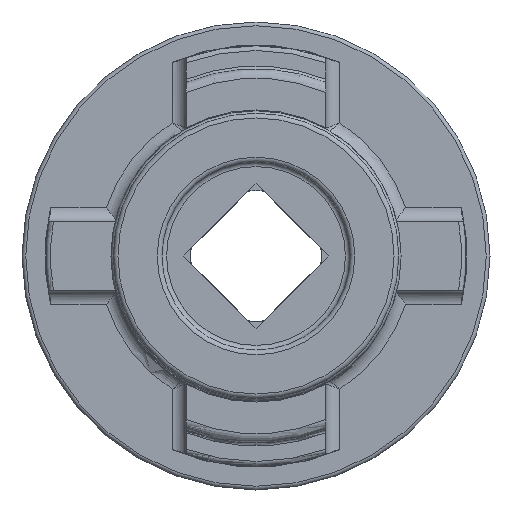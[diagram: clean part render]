
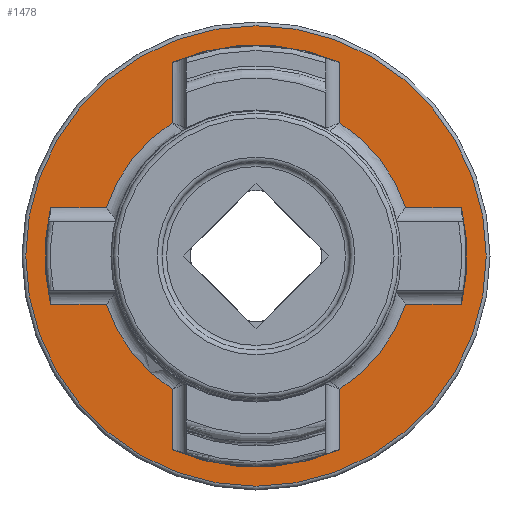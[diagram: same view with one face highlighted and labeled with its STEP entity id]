
A CAD part, left-side view. The second image highlights one B-rep face of the part: STEP entity #1478.
In plain terms, the highlighted planar face has unit normal (-1, 0, 0).
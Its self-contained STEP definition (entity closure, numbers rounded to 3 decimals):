
#8 = DIRECTION ( 'NONE',  ( 0., 0., -1. ) ) ;
#58 = CIRCLE ( 'NONE', #3309, 16.8 ) ;
#60 = EDGE_CURVE ( 'NONE', #188, #904, #1692, .T. ) ;
#67 = VERTEX_POINT ( 'NONE', #1342 ) ;
#76 = ORIENTED_EDGE ( 'NONE', *, *, #227, .T. ) ;
#78 = VERTEX_POINT ( 'NONE', #1944 ) ;
#88 = CARTESIAN_POINT ( 'NONE',  ( 34.5, 0., 0. ) ) ;
#120 = LINE ( 'NONE', #141, #2929 ) ;
#121 = DIRECTION ( 'NONE',  ( 1., 0., 0. ) ) ;
#127 = VERTEX_POINT ( 'NONE', #1924 ) ;
#130 = EDGE_CURVE ( 'NONE', #453, #3347, #1091, .T. ) ;
#141 = CARTESIAN_POINT ( 'NONE',  ( 34.5, -8.95, 13.364 ) ) ;
#160 = ORIENTED_EDGE ( 'NONE', *, *, #3103, .T. ) ;
#167 = CIRCLE ( 'NONE', #1061, 16.8 ) ;
#174 = CARTESIAN_POINT ( 'NONE',  ( 34.5, -22.249, 5.175 ) ) ;
#180 = CARTESIAN_POINT ( 'NONE',  ( 34.5, 8.95, -20.698 ) ) ;
#183 = LINE ( 'NONE', #2914, #2951 ) ;
#188 = VERTEX_POINT ( 'NONE', #2285 ) ;
#224 = ORIENTED_EDGE ( 'NONE', *, *, #876, .F. ) ;
#227 = EDGE_CURVE ( 'NONE', #78, #2999, #465, .T. ) ;
#249 = AXIS2_PLACEMENT_3D ( 'NONE', #2277, #121, #631 ) ;
#271 = AXIS2_PLACEMENT_3D ( 'NONE', #2909, #2660, #8 ) ;
#295 = CARTESIAN_POINT ( 'NONE',  ( 34.5, 21.948, -5.175 ) ) ;
#331 = DIRECTION ( 'NONE',  ( 1., 0., 0. ) ) ;
#338 = DIRECTION ( 'NONE',  ( 0., 0., -1. ) ) ;
#342 = DIRECTION ( 'NONE',  ( 0., 0., 1. ) ) ;
#359 = CARTESIAN_POINT ( 'NONE',  ( 34.5, 8.95, 0. ) ) ;
#401 = EDGE_LOOP ( 'NONE', ( #224, #1026, #2652, #160, #3051, #785, #76, #705, #1579, #1113, #1875, #467, #2692, #1715, #2348, #2457 ) ) ;
#453 = VERTEX_POINT ( 'NONE', #2865 ) ;
#465 = CIRCLE ( 'NONE', #249, 16.8 ) ;
#467 = ORIENTED_EDGE ( 'NONE', *, *, #3436, .T. ) ;
#472 = VERTEX_POINT ( 'NONE', #482 ) ;
#474 = VECTOR ( 'NONE', #1535, 1000. ) ;
#478 = VECTOR ( 'NONE', #1240, 1000. ) ;
#482 = CARTESIAN_POINT ( 'NONE',  ( 34.5, -8.95, 20.698 ) ) ;
#538 = EDGE_CURVE ( 'NONE', #127, #3171, #932, .T. ) ;
#568 = CARTESIAN_POINT ( 'NONE',  ( 34.5, 0., 0. ) ) ;
#603 = EDGE_CURVE ( 'NONE', #453, #78, #2701, .T. ) ;
#631 = DIRECTION ( 'NONE',  ( 0., 0., -1. ) ) ;
#705 = ORIENTED_EDGE ( 'NONE', *, *, #830, .T. ) ;
#727 = LINE ( 'NONE', #174, #478 ) ;
#738 = VECTOR ( 'NONE', #2067, 1000. ) ;
#785 = ORIENTED_EDGE ( 'NONE', *, *, #603, .T. ) ;
#830 = EDGE_CURVE ( 'NONE', #2999, #3341, #1172, .T. ) ;
#876 = EDGE_CURVE ( 'NONE', #472, #904, #2337, .T. ) ;
#904 = VERTEX_POINT ( 'NONE', #1568 ) ;
#908 = EDGE_CURVE ( 'NONE', #2144, #3363, #183, .T. ) ;
#929 = CARTESIAN_POINT ( 'NONE',  ( 34.5, -8.95, -20.698 ) ) ;
#930 = CARTESIAN_POINT ( 'NONE',  ( 34.5, -8.95, -14.218 ) ) ;
#932 = CIRCLE ( 'NONE', #271, 16.8 ) ;
#961 = DIRECTION ( 'NONE',  ( 1., 0., 0. ) ) ;
#1026 = ORIENTED_EDGE ( 'NONE', *, *, #2243, .T. ) ;
#1061 = AXIS2_PLACEMENT_3D ( 'NONE', #568, #331, #1375 ) ;
#1091 = CIRCLE ( 'NONE', #1720, 22.55 ) ;
#1104 = AXIS2_PLACEMENT_3D ( 'NONE', #1418, #2732, #1107 ) ;
#1107 = DIRECTION ( 'NONE',  ( 0., 0., 1. ) ) ;
#1113 = ORIENTED_EDGE ( 'NONE', *, *, #1809, .T. ) ;
#1119 = EDGE_CURVE ( 'NONE', #3363, #188, #58, .T. ) ;
#1143 = CARTESIAN_POINT ( 'NONE',  ( 34.5, 0., 0. ) ) ;
#1172 = LINE ( 'NONE', #1405, #3030 ) ;
#1182 = PLANE ( 'NONE',  #2741 ) ;
#1235 = DIRECTION ( 'NONE',  ( 0., 0., 1. ) ) ;
#1240 = DIRECTION ( 'NONE',  ( 0., -1., 0. ) ) ;
#1291 = CARTESIAN_POINT ( 'NONE',  ( 34.5, 0., 0. ) ) ;
#1342 = CARTESIAN_POINT ( 'NONE',  ( 34.5, 0., 24.6 ) ) ;
#1357 = CARTESIAN_POINT ( 'NONE',  ( 34.5, 21.948, 5.175 ) ) ;
#1375 = DIRECTION ( 'NONE',  ( 0., 0., -1. ) ) ;
#1383 = AXIS2_PLACEMENT_3D ( 'NONE', #1143, #1721, #342 ) ;
#1401 = CIRCLE ( 'NONE', #1973, 24.6 ) ;
#1405 = CARTESIAN_POINT ( 'NONE',  ( 34.5, -8.95, -21.284 ) ) ;
#1418 = CARTESIAN_POINT ( 'NONE',  ( 34.5, 0., 0. ) ) ;
#1460 = CARTESIAN_POINT ( 'NONE',  ( 34.5, 22.55, 0. ) ) ;
#1478 = ADVANCED_FACE ( 'NONE', ( #2427, #3184 ), #1182, .F. ) ;
#1535 = DIRECTION ( 'NONE',  ( 0., 1., 0. ) ) ;
#1537 = CARTESIAN_POINT ( 'NONE',  ( 34.5, 15.983, -5.175 ) ) ;
#1568 = CARTESIAN_POINT ( 'NONE',  ( 34.5, 8.95, 20.698 ) ) ;
#1579 = ORIENTED_EDGE ( 'NONE', *, *, #1597, .F. ) ;
#1581 = EDGE_CURVE ( 'NONE', #1804, #3086, #167, .T. ) ;
#1597 = EDGE_CURVE ( 'NONE', #1802, #3341, #3424, .T. ) ;
#1623 = DIRECTION ( 'NONE',  ( 1., 0., 0. ) ) ;
#1639 = DIRECTION ( 'NONE',  ( 0., 1., 0. ) ) ;
#1692 = LINE ( 'NONE', #359, #2249 ) ;
#1715 = ORIENTED_EDGE ( 'NONE', *, *, #908, .T. ) ;
#1720 = AXIS2_PLACEMENT_3D ( 'NONE', #88, #2238, #2750 ) ;
#1721 = DIRECTION ( 'NONE',  ( -1., 0., 0. ) ) ;
#1753 = CARTESIAN_POINT ( 'NONE',  ( 34.5, 8.95, 0. ) ) ;
#1794 = CIRCLE ( 'NONE', #1383, 22.55 ) ;
#1802 = VERTEX_POINT ( 'NONE', #180 ) ;
#1804 = VERTEX_POINT ( 'NONE', #2847 ) ;
#1809 = EDGE_CURVE ( 'NONE', #1802, #1804, #2361, .T. ) ;
#1834 = CARTESIAN_POINT ( 'NONE',  ( 34.5, 22.55, -5.175 ) ) ;
#1875 = ORIENTED_EDGE ( 'NONE', *, *, #1581, .T. ) ;
#1924 = CARTESIAN_POINT ( 'NONE',  ( 34.5, -8.95, 14.218 ) ) ;
#1944 = CARTESIAN_POINT ( 'NONE',  ( 34.5, -15.983, -5.175 ) ) ;
#1973 = AXIS2_PLACEMENT_3D ( 'NONE', #2282, #2828, #1235 ) ;
#1989 = VECTOR ( 'NONE', #1639, 1000. ) ;
#2067 = DIRECTION ( 'NONE',  ( 0., 0., 1. ) ) ;
#2144 = VERTEX_POINT ( 'NONE', #1357 ) ;
#2154 = DIRECTION ( 'NONE',  ( 0., 0., 1. ) ) ;
#2172 = LINE ( 'NONE', #1834, #474 ) ;
#2238 = DIRECTION ( 'NONE',  ( -1., 0., 0. ) ) ;
#2243 = EDGE_CURVE ( 'NONE', #472, #127, #120, .T. ) ;
#2249 = VECTOR ( 'NONE', #3031, 1000. ) ;
#2277 = CARTESIAN_POINT ( 'NONE',  ( 34.5, 0., 0. ) ) ;
#2282 = CARTESIAN_POINT ( 'NONE',  ( 34.5, 0., 0. ) ) ;
#2285 = CARTESIAN_POINT ( 'NONE',  ( 34.5, 8.95, 14.218 ) ) ;
#2316 = EDGE_LOOP ( 'NONE', ( #3414 ) ) ;
#2337 = CIRCLE ( 'NONE', #2658, 22.55 ) ;
#2348 = ORIENTED_EDGE ( 'NONE', *, *, #1119, .T. ) ;
#2361 = LINE ( 'NONE', #1753, #738 ) ;
#2386 = DIRECTION ( 'NONE',  ( -1., 0., 0. ) ) ;
#2414 = DIRECTION ( 'NONE',  ( 0., -1., 0. ) ) ;
#2427 = FACE_OUTER_BOUND ( 'NONE', #2316, .T. ) ;
#2457 = ORIENTED_EDGE ( 'NONE', *, *, #60, .T. ) ;
#2591 = CARTESIAN_POINT ( 'NONE',  ( 34.5, 15.983, 5.175 ) ) ;
#2609 = CARTESIAN_POINT ( 'NONE',  ( 34.5, 0., 0. ) ) ;
#2618 = VERTEX_POINT ( 'NONE', #295 ) ;
#2652 = ORIENTED_EDGE ( 'NONE', *, *, #538, .T. ) ;
#2658 = AXIS2_PLACEMENT_3D ( 'NONE', #1291, #2386, #2154 ) ;
#2660 = DIRECTION ( 'NONE',  ( 1., 0., 0. ) ) ;
#2685 = DIRECTION ( 'NONE',  ( 0., 0., -1. ) ) ;
#2688 = EDGE_CURVE ( 'NONE', #2144, #2618, #1794, .T. ) ;
#2692 = ORIENTED_EDGE ( 'NONE', *, *, #2688, .F. ) ;
#2701 = LINE ( 'NONE', #2708, #1989 ) ;
#2708 = CARTESIAN_POINT ( 'NONE',  ( 34.5, -14.852, -5.175 ) ) ;
#2732 = DIRECTION ( 'NONE',  ( -1., 0., 0. ) ) ;
#2741 = AXIS2_PLACEMENT_3D ( 'NONE', #1460, #1623, #2685 ) ;
#2750 = DIRECTION ( 'NONE',  ( 0., 0., 1. ) ) ;
#2828 = DIRECTION ( 'NONE',  ( -1., 0., 0. ) ) ;
#2847 = CARTESIAN_POINT ( 'NONE',  ( 34.5, 8.95, -14.218 ) ) ;
#2865 = CARTESIAN_POINT ( 'NONE',  ( 34.5, -21.948, -5.175 ) ) ;
#2909 = CARTESIAN_POINT ( 'NONE',  ( 34.5, 0., 0. ) ) ;
#2914 = CARTESIAN_POINT ( 'NONE',  ( 34.5, 22.55, 5.175 ) ) ;
#2929 = VECTOR ( 'NONE', #3070, 1000. ) ;
#2951 = VECTOR ( 'NONE', #2414, 1000. ) ;
#2999 = VERTEX_POINT ( 'NONE', #930 ) ;
#3030 = VECTOR ( 'NONE', #338, 1000. ) ;
#3031 = DIRECTION ( 'NONE',  ( 0., 0., 1. ) ) ;
#3051 = ORIENTED_EDGE ( 'NONE', *, *, #130, .F. ) ;
#3070 = DIRECTION ( 'NONE',  ( 0., 0., -1. ) ) ;
#3086 = VERTEX_POINT ( 'NONE', #1537 ) ;
#3103 = EDGE_CURVE ( 'NONE', #3171, #3347, #727, .T. ) ;
#3171 = VERTEX_POINT ( 'NONE', #3442 ) ;
#3184 = FACE_BOUND ( 'NONE', #401, .T. ) ;
#3305 = EDGE_CURVE ( 'NONE', #67, #67, #1401, .T. ) ;
#3309 = AXIS2_PLACEMENT_3D ( 'NONE', #2609, #961, #3379 ) ;
#3335 = CARTESIAN_POINT ( 'NONE',  ( 34.5, -21.948, 5.175 ) ) ;
#3341 = VERTEX_POINT ( 'NONE', #929 ) ;
#3347 = VERTEX_POINT ( 'NONE', #3335 ) ;
#3363 = VERTEX_POINT ( 'NONE', #2591 ) ;
#3379 = DIRECTION ( 'NONE',  ( 0., 0., -1. ) ) ;
#3414 = ORIENTED_EDGE ( 'NONE', *, *, #3305, .T. ) ;
#3424 = CIRCLE ( 'NONE', #1104, 22.55 ) ;
#3436 = EDGE_CURVE ( 'NONE', #3086, #2618, #2172, .T. ) ;
#3442 = CARTESIAN_POINT ( 'NONE',  ( 34.5, -15.983, 5.175 ) ) ;
